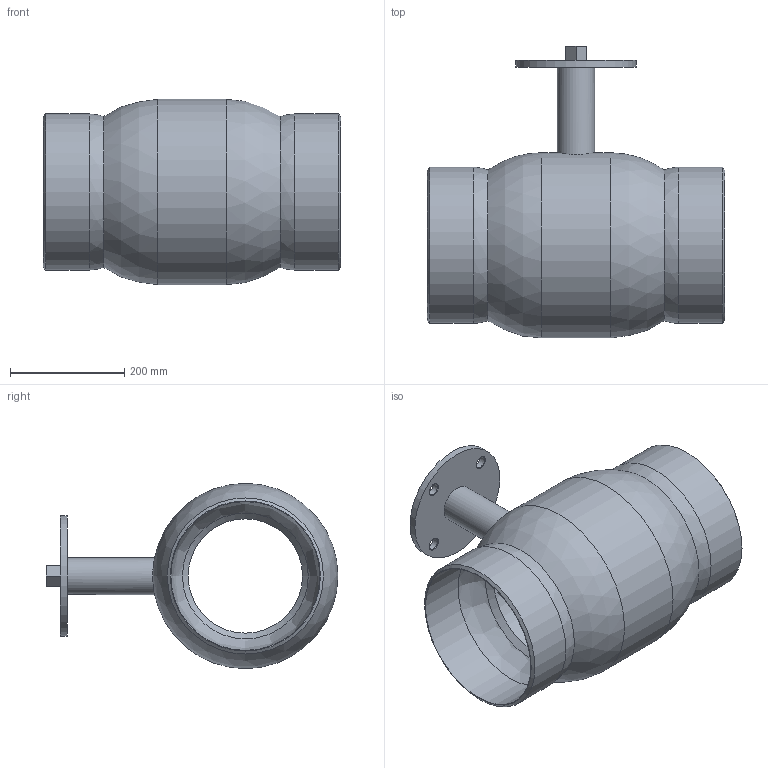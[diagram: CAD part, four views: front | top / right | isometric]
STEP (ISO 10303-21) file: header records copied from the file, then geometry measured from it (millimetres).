
FILE_DESCRIPTION((''),'2;1');
FILE_NAME('AT3590-250.stp','2016-03-07T09:50:57',('Przemo'),(''),'Autodesk Inventor 2012','Autodesk Inventor 2012','');
FILE_SCHEMA(('AUTOMOTIVE_DESIGN { 1 0 10303 214 1 1 1 1 }'));
Length unit declared in the file: millimetre
Products named in the file (1): AT3590-250
Bounding box: 520 x 510.45 x 323.9 mm (x, y, z)
Volume: 15327754.1 mm3; surface area: 993723.1 mm2
Topology: 1 solids, 1 shells, 37 faces, 82 edges, 50 vertices
Faces by surface type: cylinder 13, plane 10, cone 8, bspline 4, sphere 2
Full cylindrical faces by diameter (mm): 21 x4, 65 x2, 200 x1, 210 x1, 260.4 x2, 273 x2, 323.9 x1
Entity records: 1058 total; most frequent: CARTESIAN_POINT 335, DIRECTION 150, ORIENTED_EDGE 96, EDGE_LOOP 78, AXIS2_PLACEMENT_3D 69, EDGE_CURVE 48, VERTEX_POINT 44, FACE_BOUND 41
